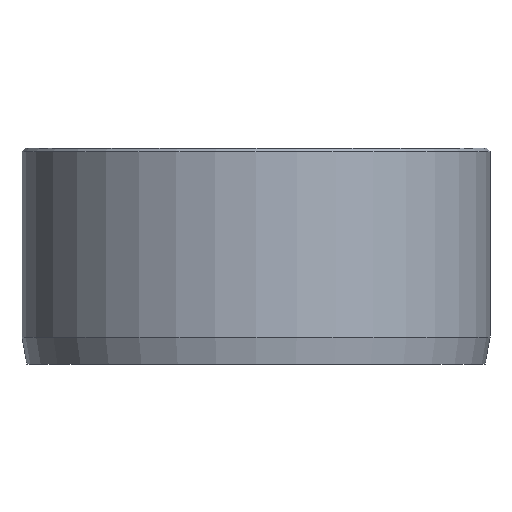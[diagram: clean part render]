
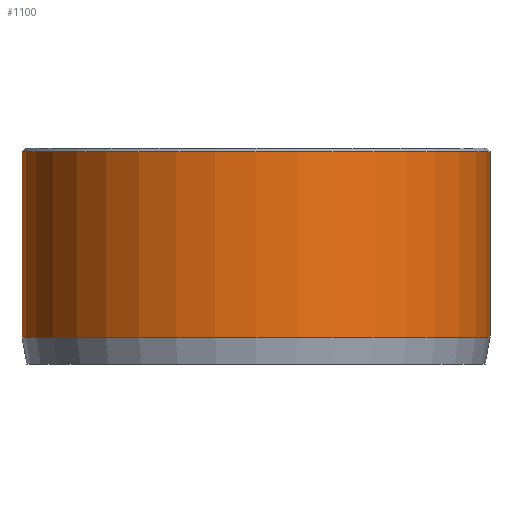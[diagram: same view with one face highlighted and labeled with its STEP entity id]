
A CAD part, front view. The second image highlights one B-rep face of the part: STEP entity #1100.
In plain terms, the highlighted cylindrical face has radius 13 mm (diameter 26 mm), a partial arc.
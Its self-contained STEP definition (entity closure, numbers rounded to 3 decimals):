
#56 = CARTESIAN_POINT ( 'NONE',  ( 0., 0., 12. ) ) ;
#74 = CYLINDRICAL_SURFACE ( 'NONE', #1172, 13. ) ;
#166 = DIRECTION ( 'NONE',  ( 0., 0., -1. ) ) ;
#167 = DIRECTION ( 'NONE',  ( 0., 0., -1. ) ) ;
#263 = DIRECTION ( 'NONE',  ( 0., 0., -1. ) ) ;
#281 = EDGE_CURVE ( 'NONE', #889, #596, #718, .T. ) ;
#356 = LINE ( 'NONE', #1243, #621 ) ;
#395 = CIRCLE ( 'NONE', #955, 13. ) ;
#450 = EDGE_CURVE ( 'NONE', #889, #624, #395, .T. ) ;
#473 = EDGE_CURVE ( 'NONE', #624, #1128, #356, .T. ) ;
#498 = CARTESIAN_POINT ( 'NONE',  ( 0., 0., 1.5 ) ) ;
#525 = AXIS2_PLACEMENT_3D ( 'NONE', #498, #1193, #599 ) ;
#595 = ORIENTED_EDGE ( 'NONE', *, *, #450, .T. ) ;
#596 = VERTEX_POINT ( 'NONE', #672 ) ;
#599 = DIRECTION ( 'NONE',  ( 1., 0., 0. ) ) ;
#607 = CIRCLE ( 'NONE', #525, 13. ) ;
#621 = VECTOR ( 'NONE', #263, 1000. ) ;
#624 = VERTEX_POINT ( 'NONE', #1259 ) ;
#633 = DIRECTION ( 'NONE',  ( -1., 0., 0. ) ) ;
#672 = CARTESIAN_POINT ( 'NONE',  ( 13., 0., 1.5 ) ) ;
#697 = CARTESIAN_POINT ( 'NONE',  ( 13., 0., 11.8 ) ) ;
#718 = LINE ( 'NONE', #1051, #1015 ) ;
#749 = CARTESIAN_POINT ( 'NONE',  ( 0., 0., 11.8 ) ) ;
#783 = EDGE_CURVE ( 'NONE', #1128, #596, #607, .T. ) ;
#798 = ORIENTED_EDGE ( 'NONE', *, *, #281, .F. ) ;
#842 = DIRECTION ( 'NONE',  ( 1., 0., 0. ) ) ;
#846 = FACE_OUTER_BOUND ( 'NONE', #1060, .T. ) ;
#889 = VERTEX_POINT ( 'NONE', #697 ) ;
#936 = ORIENTED_EDGE ( 'NONE', *, *, #783, .T. ) ;
#955 = AXIS2_PLACEMENT_3D ( 'NONE', #749, #166, #842 ) ;
#993 = ORIENTED_EDGE ( 'NONE', *, *, #473, .T. ) ;
#1015 = VECTOR ( 'NONE', #167, 1000. ) ;
#1051 = CARTESIAN_POINT ( 'NONE',  ( 13., 0., 12. ) ) ;
#1060 = EDGE_LOOP ( 'NONE', ( #798, #595, #993, #936 ) ) ;
#1100 = ADVANCED_FACE ( 'NONE', ( #846 ), #74, .T. ) ;
#1128 = VERTEX_POINT ( 'NONE', #1179 ) ;
#1136 = DIRECTION ( 'NONE',  ( 0., 0., -1. ) ) ;
#1172 = AXIS2_PLACEMENT_3D ( 'NONE', #56, #1136, #633 ) ;
#1179 = CARTESIAN_POINT ( 'NONE',  ( -13., 0., 1.5 ) ) ;
#1193 = DIRECTION ( 'NONE',  ( 0., 0., 1. ) ) ;
#1243 = CARTESIAN_POINT ( 'NONE',  ( -13., 0., 12. ) ) ;
#1259 = CARTESIAN_POINT ( 'NONE',  ( -13., 0., 11.8 ) ) ;
